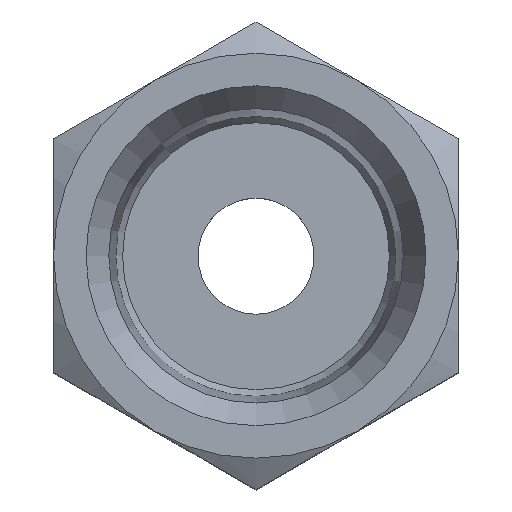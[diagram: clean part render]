
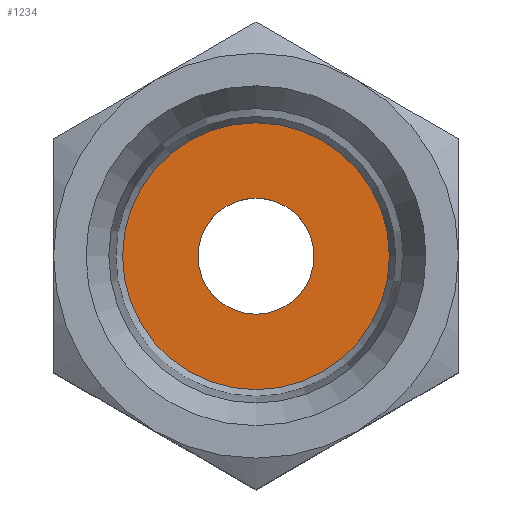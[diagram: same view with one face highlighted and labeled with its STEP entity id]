
A CAD part, top view. The second image highlights one B-rep face of the part: STEP entity #1234.
In plain terms, the highlighted planar face has unit normal (0, 0, 1).
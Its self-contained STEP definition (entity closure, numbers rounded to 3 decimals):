
#77=PLANE('',#1328);
#109=CIRCLE('',#1290,2.5);
#127=CIRCLE('',#1327,5.754);
#226=ORIENTED_EDGE('',*,*,#409,.F.);
#227=ORIENTED_EDGE('',*,*,#427,.F.);
#409=EDGE_CURVE('',#513,#513,#109,.T.);
#427=EDGE_CURVE('',#531,#531,#127,.T.);
#513=VERTEX_POINT('',#1742);
#531=VERTEX_POINT('',#1797);
#668=EDGE_LOOP('',(#226));
#669=EDGE_LOOP('',(#227));
#746=FACE_BOUND('',#668,.T.);
#747=FACE_BOUND('',#669,.T.);
#1234=ADVANCED_FACE('',(#746,#747),#77,.T.);
#1290=AXIS2_PLACEMENT_3D('',#1741,#1419,#1420);
#1327=AXIS2_PLACEMENT_3D('',#1796,#1493,#1494);
#1328=AXIS2_PLACEMENT_3D('',#1798,#1495,#1496);
#1419=DIRECTION('',(0.,0.,1.));
#1420=DIRECTION('',(0.,-1.,0.));
#1493=DIRECTION('',(0.,0.,-1.));
#1494=DIRECTION('',(0.,1.,0.));
#1495=DIRECTION('',(0.,0.,1.));
#1496=DIRECTION('',(0.,-1.,0.));
#1741=CARTESIAN_POINT('',(0.,0.,18.8));
#1742=CARTESIAN_POINT('',(0.,-2.5,18.8));
#1796=CARTESIAN_POINT('',(0.,0.,18.8));
#1797=CARTESIAN_POINT('',(0.,5.754,18.8));
#1798=CARTESIAN_POINT('',(0.,5.754,18.8));
